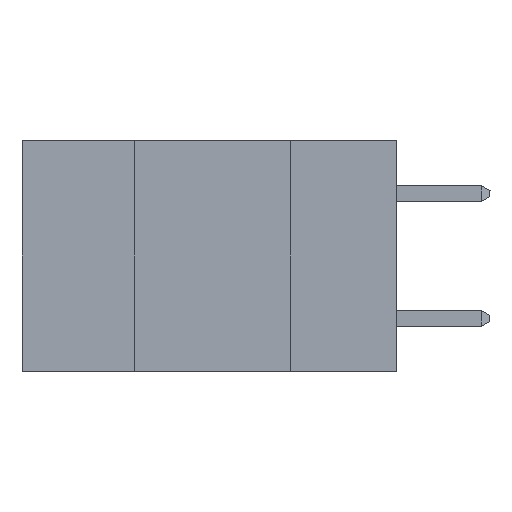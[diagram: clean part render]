
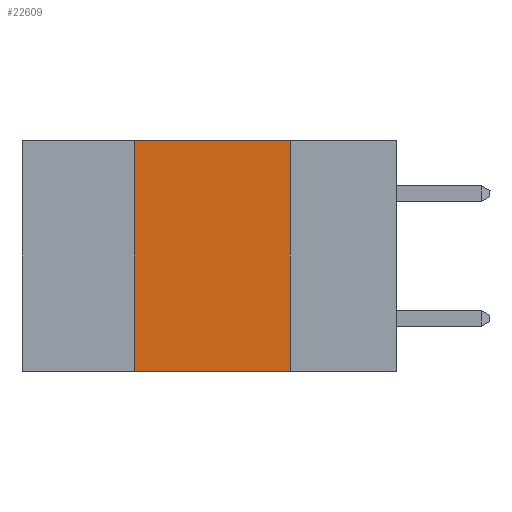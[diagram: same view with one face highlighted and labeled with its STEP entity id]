
A CAD part, left-side view. The second image highlights one B-rep face of the part: STEP entity #22609.
In plain terms, the highlighted planar face has unit normal (-1, 0, 0).
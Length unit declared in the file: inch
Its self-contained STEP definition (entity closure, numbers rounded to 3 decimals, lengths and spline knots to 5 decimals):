
#773 = DIRECTION ( 'NONE',  ( 1., 0., 0. ) ) ;
#2242 = VERTEX_POINT ( 'NONE', #10463 ) ;
#2331 = CARTESIAN_POINT ( 'NONE',  ( 0., 0.17, 0. ) ) ;
#2700 = VECTOR ( 'NONE', #17165, 39.37008 ) ;
#2927 = CARTESIAN_POINT ( 'NONE',  ( 0., 0.6, 0. ) ) ;
#4087 = CARTESIAN_POINT ( 'NONE',  ( 0., 0.42, 0. ) ) ;
#6198 = ORIENTED_EDGE ( 'NONE', *, *, #16174, .F. ) ;
#8247 = CARTESIAN_POINT ( 'NONE',  ( 0., 0.6, 0. ) ) ;
#10463 = CARTESIAN_POINT ( 'NONE',  ( 0., 0.42, -0.37 ) ) ;
#11040 = CARTESIAN_POINT ( 'NONE',  ( 0., 0.6, -0.37 ) ) ;
#11099 = VECTOR ( 'NONE', #21405, 39.37008 ) ;
#12042 = LINE ( 'NONE', #11040, #24378 ) ;
#13147 = ORIENTED_EDGE ( 'NONE', *, *, #28620, .F. ) ;
#13510 = ORIENTED_EDGE ( 'NONE', *, *, #28295, .T. ) ;
#13518 = DIRECTION ( 'NONE',  ( 0., -1., 0. ) ) ;
#15691 = PLANE ( 'NONE',  #29744 ) ;
#16174 = EDGE_CURVE ( 'NONE', #19209, #29326, #23505, .T. ) ;
#17165 = DIRECTION ( 'NONE',  ( 0., 0., -1. ) ) ;
#18029 = EDGE_LOOP ( 'NONE', ( #13147, #6198, #21589, #13510 ) ) ;
#18056 = FACE_OUTER_BOUND ( 'NONE', #18029, .T. ) ;
#18163 = DIRECTION ( 'NONE',  ( 0., 0., -1. ) ) ;
#19209 = VERTEX_POINT ( 'NONE', #19532 ) ;
#19532 = CARTESIAN_POINT ( 'NONE',  ( 0., 0.42, 0. ) ) ;
#21405 = DIRECTION ( 'NONE',  ( 0., 0., 1. ) ) ;
#21589 = ORIENTED_EDGE ( 'NONE', *, *, #30496, .F. ) ;
#22609 = ADVANCED_FACE ( 'NONE', ( #18056 ), #15691, .F. ) ;
#22984 = CARTESIAN_POINT ( 'NONE',  ( 0., 0.17, -0.37 ) ) ;
#23209 = LINE ( 'NONE', #2331, #2700 ) ;
#23505 = LINE ( 'NONE', #2927, #27342 ) ;
#24378 = VECTOR ( 'NONE', #13518, 39.37008 ) ;
#27342 = VECTOR ( 'NONE', #27644, 39.37008 ) ;
#27644 = DIRECTION ( 'NONE',  ( 0., -1., 0. ) ) ;
#28295 = EDGE_CURVE ( 'NONE', #2242, #30946, #12042, .T. ) ;
#28620 = EDGE_CURVE ( 'NONE', #29326, #30946, #23209, .T. ) ;
#29326 = VERTEX_POINT ( 'NONE', #31783 ) ;
#29744 = AXIS2_PLACEMENT_3D ( 'NONE', #8247, #773, #18163 ) ;
#29918 = LINE ( 'NONE', #4087, #11099 ) ;
#30496 = EDGE_CURVE ( 'NONE', #2242, #19209, #29918, .T. ) ;
#30946 = VERTEX_POINT ( 'NONE', #22984 ) ;
#31783 = CARTESIAN_POINT ( 'NONE',  ( 0., 0.17, 0. ) ) ;
